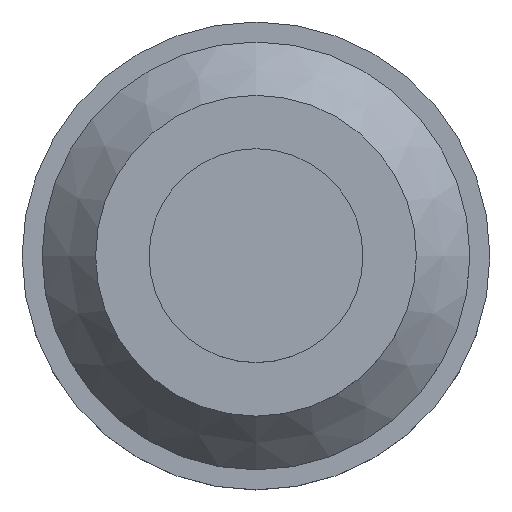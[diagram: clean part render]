
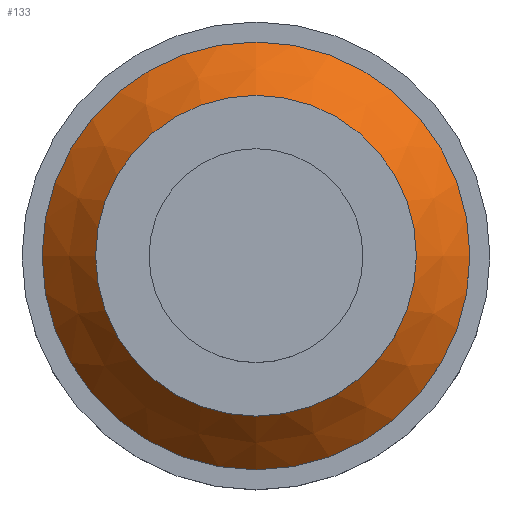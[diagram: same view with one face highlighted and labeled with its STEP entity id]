
A CAD part, top view. The second image highlights one B-rep face of the part: STEP entity #133.
In plain terms, the highlighted conical face has half-angle 41.634 degrees and reference radius 14 mm.
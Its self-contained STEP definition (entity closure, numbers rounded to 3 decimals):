
#33=FACE_OUTER_BOUND('',#44,.T.);
#44=EDGE_LOOP('',(#102,#103,#104,#105));
#57=LINE('',#241,#62);
#62=VECTOR('',#190,14.);
#67=CIRCLE('',#161,16.);
#68=CIRCLE('',#162,12.);
#77=VERTEX_POINT('',#238);
#78=VERTEX_POINT('',#240);
#87=EDGE_CURVE('',#77,#77,#67,.T.);
#88=EDGE_CURVE('',#77,#78,#57,.T.);
#89=EDGE_CURVE('',#78,#78,#68,.T.);
#102=ORIENTED_EDGE('',*,*,#87,.F.);
#103=ORIENTED_EDGE('',*,*,#88,.T.);
#104=ORIENTED_EDGE('',*,*,#89,.T.);
#105=ORIENTED_EDGE('',*,*,#88,.F.);
#132=CONICAL_SURFACE('',#160,14.,0.727);
#133=ADVANCED_FACE('',(#33),#132,.T.);
#160=AXIS2_PLACEMENT_3D('',#237,#186,#187);
#161=AXIS2_PLACEMENT_3D('',#239,#188,#189);
#162=AXIS2_PLACEMENT_3D('',#242,#191,#192);
#186=DIRECTION('center_axis',(0.,0.,-1.));
#187=DIRECTION('ref_axis',(0.,1.,0.));
#188=DIRECTION('center_axis',(0.,0.,-1.));
#189=DIRECTION('ref_axis',(1.,0.,0.));
#190=DIRECTION('',(0.,0.664,0.747));
#191=DIRECTION('center_axis',(0.,0.,-1.));
#192=DIRECTION('ref_axis',(1.,0.,0.));
#237=CARTESIAN_POINT('Origin',(0.,0.,8.75));
#238=CARTESIAN_POINT('',(0.,-16.,6.5));
#239=CARTESIAN_POINT('Origin',(0.,0.,6.5));
#240=CARTESIAN_POINT('',(0.,-12.,11.));
#241=CARTESIAN_POINT('',(0.,-14.,8.75));
#242=CARTESIAN_POINT('Origin',(0.,0.,11.));
